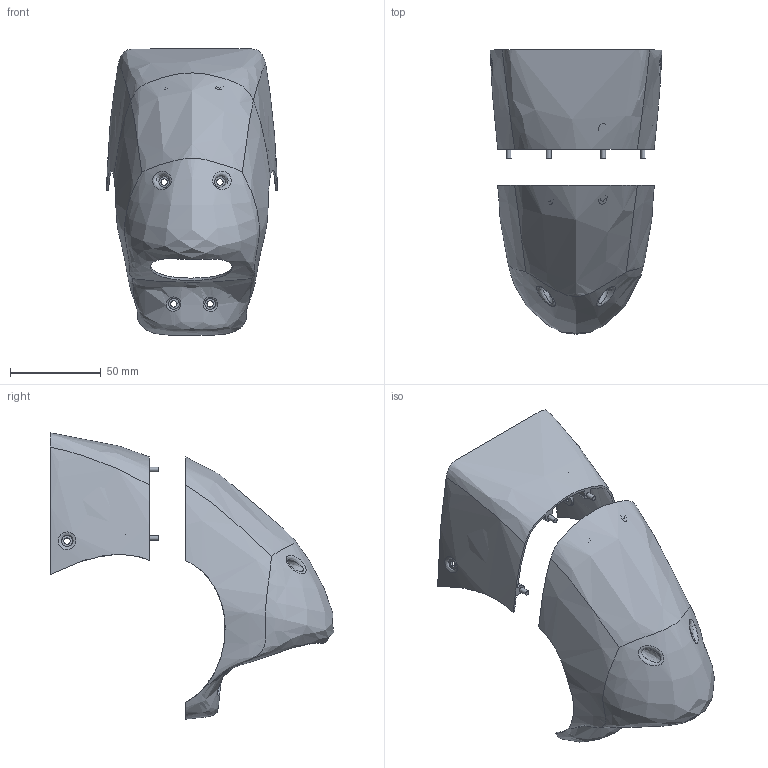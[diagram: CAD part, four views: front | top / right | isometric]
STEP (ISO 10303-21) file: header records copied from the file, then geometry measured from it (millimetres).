
FILE_DESCRIPTION(/* description */ (''),/* implementation_level */ '2;1');
FILE_NAME(/* name */ 'Nose fairing two part.step',/* time_stamp */ '2016-10-15T17:36:17+11:00',/* author */ (''),/* organization */ (''),/* preprocessor_version */ 'ST-DEVELOPER v16.5',/* originating_system */ 'Autodesk Translation Framework v5.2.0.2031',/* authorisation */ '');
FILE_SCHEMA (('AUTOMOTIVE_DESIGN { 1 0 10303 214 3 1 1 }'));
Length unit declared in the file: centimetre
Products named in the file (1): Nose fairing two part v5
Bounding box: 94.37 x 156.34 x 157.67 mm (x, y, z)
Volume: 41340.1 mm3; surface area: 67346.5 mm2
Topology: 2 solids, 2 shells, 177 faces, 490 edges, 335 vertices
Faces by surface type: bspline 72, plane 57, cylinder 40, cone 6, sphere 2
Full cylindrical faces by diameter (mm): 2.6 x4, 3 x4, 3.5 x5, 6 x2, 8 x2, 45 x1
Entity records: 18122 total; most frequent: CARTESIAN_POINT 14264, ORIENTED_EDGE 916, DIRECTION 577, EDGE_CURVE 458, VERTEX_POINT 325, AXIS2_PLACEMENT_3D 248, EDGE_LOOP 231, B_SPLINE_CURVE_WITH_KNOTS 209
